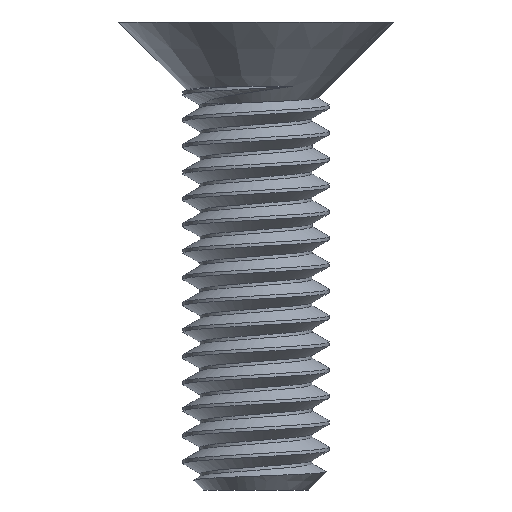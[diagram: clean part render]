
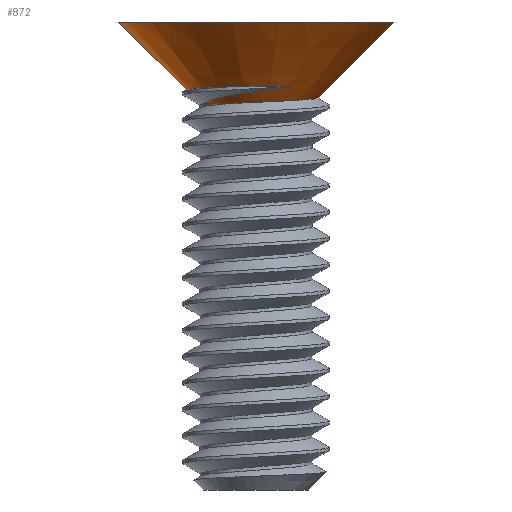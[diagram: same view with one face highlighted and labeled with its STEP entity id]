
A CAD part, left-side view. The second image highlights one B-rep face of the part: STEP entity #872.
In plain terms, the highlighted conical face has half-angle 45 degrees and reference radius 1.25 mm.
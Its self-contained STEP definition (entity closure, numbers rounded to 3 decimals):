
#238 = AXIS2_PLACEMENT_3D ( 'NONE', #1711, #2356, #2380 ) ;
#252 = CARTESIAN_POINT ( 'NONE',  ( 0., -1.048, 0.198 ) ) ;
#255 = EDGE_CURVE ( 'NONE', #983, #1619, #480, .T. ) ;
#281 = LINE ( 'NONE', #302, #1761 ) ;
#302 = CARTESIAN_POINT ( 'NONE',  ( 0., 1.25, 0.4 ) ) ;
#303 = CARTESIAN_POINT ( 'NONE',  ( -1.172, 0.442, 0.395 ) ) ;
#305 = CARTESIAN_POINT ( 'NONE',  ( -0.431, 0.875, 0.122 ) ) ;
#479 = CARTESIAN_POINT ( 'NONE',  ( 0., -1.25, 0.4 ) ) ;
#480 = B_SPLINE_CURVE_WITH_KNOTS ( 'NONE', 3,
 ( #3356, #1469, #1783, #3986, #546, #4034, #4016, #2175, #2433, #2136, #894, #2810, #550, #1546, #3710, #3726, #876, #252 ),
 .UNSPECIFIED., .F., .F.,
 ( 4, 2, 2, 2, 2, 2, 2, 2, 4 ),
 ( 0., 0., 0., 0.001, 0.001, 0.001, 0.001, 0.002, 0.002 ),
 .UNSPECIFIED. ) ;
#546 = CARTESIAN_POINT ( 'NONE',  ( -0.981, -0.019, 0.128 ) ) ;
#550 = CARTESIAN_POINT ( 'NONE',  ( -0.544, -0.87, 0.172 ) ) ;
#554 = EDGE_CURVE ( 'NONE', #1619, #2600, #934, .T. ) ;
#620 = CARTESIAN_POINT ( 'NONE',  ( -1.21, 0.312, 0.4 ) ) ;
#647 = CARTESIAN_POINT ( 'NONE',  ( -0.863, 0.881, 0.376 ) ) ;
#850 = ORIENTED_EDGE ( 'NONE', *, *, #3798, .F. ) ;
#861 = EDGE_LOOP ( 'NONE', ( #1867, #1724, #850, #2501, #2322, #3384, #3145, #2046 ) ) ;
#872 = ADVANCED_FACE ( 'NONE', ( #1125 ), #2758, .T. ) ;
#876 = CARTESIAN_POINT ( 'NONE',  ( -0.083, -1.045, 0.195 ) ) ;
#894 = CARTESIAN_POINT ( 'NONE',  ( -0.73, -0.704, 0.161 ) ) ;
#902 = AXIS2_PLACEMENT_3D ( 'NONE', #2789, #2173, #2494 ) ;
#934 = LINE ( 'NONE', #479, #3581 ) ;
#943 = CARTESIAN_POINT ( 'NONE',  ( -0.587, 0.798, 0.108 ) ) ;
#945 = CARTESIAN_POINT ( 'NONE',  ( -1.135, 0.165, 0.286 ) ) ;
#983 = VERTEX_POINT ( 'NONE', #3404 ) ;
#1007 = CIRCLE ( 'NONE', #238, 1.25 ) ;
#1056 = CARTESIAN_POINT ( 'NONE',  ( 0., -1.048, 0.198 ) ) ;
#1092 = CARTESIAN_POINT ( 'NONE',  ( 0., -2.35, 1.5 ) ) ;
#1125 = FACE_OUTER_BOUND ( 'NONE', #861, .T. ) ;
#1241 = CARTESIAN_POINT ( 'NONE',  ( -1.177, -0.316, 0.358 ) ) ;
#1331 = CARTESIAN_POINT ( 'NONE',  ( 0., 2.35, 1.5 ) ) ;
#1382 = VERTEX_POINT ( 'NONE', #3166 ) ;
#1469 = CARTESIAN_POINT ( 'NONE',  ( -0.916, 0.305, 0.112 ) ) ;
#1501 = VERTEX_POINT ( 'NONE', #3165 ) ;
#1531 = VERTEX_POINT ( 'NONE', #3834 ) ;
#1546 = CARTESIAN_POINT ( 'NONE',  ( -0.401, -0.952, 0.18 ) ) ;
#1562 = CARTESIAN_POINT ( 'NONE',  ( -0.65, 0.782, 0.164 ) ) ;
#1565 = CIRCLE ( 'NONE', #902, 2.35 ) ;
#1619 = VERTEX_POINT ( 'NONE', #1056 ) ;
#1694 = DIRECTION ( 'NONE',  ( 0., -1., 0. ) ) ;
#1711 = CARTESIAN_POINT ( 'NONE',  ( 0., 0., 0.4 ) ) ;
#1724 = ORIENTED_EDGE ( 'NONE', *, *, #3342, .T. ) ;
#1761 = VECTOR ( 'NONE', #3112, 1000. ) ;
#1783 = CARTESIAN_POINT ( 'NONE',  ( -0.942, 0.227, 0.115 ) ) ;
#1867 = ORIENTED_EDGE ( 'NONE', *, *, #2263, .F. ) ;
#1875 = CARTESIAN_POINT ( 'NONE',  ( -1.113, 0.565, 0.39 ) ) ;
#1887 = CARTESIAN_POINT ( 'NONE',  ( -0.959, 0.783, 0.381 ) ) ;
#1889 = VERTEX_POINT ( 'NONE', #3340 ) ;
#2046 = ORIENTED_EDGE ( 'NONE', *, *, #2925, .F. ) ;
#2058 = B_SPLINE_CURVE_WITH_KNOTS ( 'NONE', 3,
 ( #3733, #4049, #1241, #3435, #945, #2192, #3129, #2181, #1562, #2480, #305, #3105 ),
 .UNSPECIFIED., .F., .F.,
 ( 4, 2, 2, 2, 2, 4 ),
 ( 0., 0., 0.001, 0.001, 0.002, 0.002 ),
 .UNSPECIFIED. ) ;
#2081 = B_SPLINE_CURVE_WITH_KNOTS ( 'NONE', 3,
 ( #2845, #943, #4075, #4058 ),
 .UNSPECIFIED., .F., .F.,
 ( 4, 4 ),
 ( 0., 0.001 ),
 .UNSPECIFIED. ) ;
#2082 = DIRECTION ( 'NONE',  ( 0., 0., 1. ) ) ;
#2121 = EDGE_CURVE ( 'NONE', #1501, #1889, #2058, .T. ) ;
#2136 = CARTESIAN_POINT ( 'NONE',  ( -0.782, -0.64, 0.157 ) ) ;
#2173 = DIRECTION ( 'NONE',  ( 0., 0., 1. ) ) ;
#2175 = CARTESIAN_POINT ( 'NONE',  ( -0.906, -0.424, 0.147 ) ) ;
#2181 = CARTESIAN_POINT ( 'NONE',  ( -0.719, 0.739, 0.178 ) ) ;
#2192 = CARTESIAN_POINT ( 'NONE',  ( -1.001, 0.454, 0.238 ) ) ;
#2222 = CARTESIAN_POINT ( 'NONE',  ( -0.134, 1.195, 0.345 ) ) ;
#2263 = EDGE_CURVE ( 'NONE', #1531, #2518, #281, .T. ) ;
#2322 = ORIENTED_EDGE ( 'NONE', *, *, #3206, .T. ) ;
#2349 = DIRECTION ( 'NONE',  ( 0., -0.707, 0.707 ) ) ;
#2356 = DIRECTION ( 'NONE',  ( 0., 0., -1. ) ) ;
#2380 = DIRECTION ( 'NONE',  ( 0., 1., 0. ) ) ;
#2433 = CARTESIAN_POINT ( 'NONE',  ( -0.871, -0.499, 0.15 ) ) ;
#2480 = CARTESIAN_POINT ( 'NONE',  ( -0.506, 0.85, 0.136 ) ) ;
#2494 = DIRECTION ( 'NONE',  ( 0., -1., 0. ) ) ;
#2501 = ORIENTED_EDGE ( 'NONE', *, *, #2121, .T. ) ;
#2518 = VERTEX_POINT ( 'NONE', #1331 ) ;
#2545 = CARTESIAN_POINT ( 'NONE',  ( 0., 1.191, 0.341 ) ) ;
#2600 = VERTEX_POINT ( 'NONE', #1092 ) ;
#2713 = CARTESIAN_POINT ( 'NONE',  ( 0., 0., 0.4 ) ) ;
#2758 = CONICAL_SURFACE ( 'NONE', #3599, 1.25, 0.785 ) ;
#2789 = CARTESIAN_POINT ( 'NONE',  ( 0., 0., 1.5 ) ) ;
#2810 = CARTESIAN_POINT ( 'NONE',  ( -0.611, -0.819, 0.169 ) ) ;
#2845 = CARTESIAN_POINT ( 'NONE',  ( -0.352, 0.891, 0.108 ) ) ;
#2925 = EDGE_CURVE ( 'NONE', #2518, #2600, #1565, .T. ) ;
#3039 = B_SPLINE_CURVE_WITH_KNOTS ( 'NONE', 3,
 ( #2545, #2222, #3743, #3446, #3126, #647, #1887, #1875, #303, #620 ),
 .UNSPECIFIED., .F., .F.,
 ( 4, 2, 2, 2, 4 ),
 ( 0.005, 0.006, 0.006, 0.007, 0.007 ),
 .UNSPECIFIED. ) ;
#3105 = CARTESIAN_POINT ( 'NONE',  ( -0.352, 0.891, 0.108 ) ) ;
#3112 = DIRECTION ( 'NONE',  ( 0., 0.707, 0.707 ) ) ;
#3126 = CARTESIAN_POINT ( 'NONE',  ( -0.647, 1.038, 0.366 ) ) ;
#3129 = CARTESIAN_POINT ( 'NONE',  ( -0.903, 0.587, 0.216 ) ) ;
#3145 = ORIENTED_EDGE ( 'NONE', *, *, #554, .T. ) ;
#3165 = CARTESIAN_POINT ( 'NONE',  ( -1.083, -0.625, 0.4 ) ) ;
#3166 = CARTESIAN_POINT ( 'NONE',  ( -1.21, 0.312, 0.4 ) ) ;
#3206 = EDGE_CURVE ( 'NONE', #1889, #983, #2081, .T. ) ;
#3340 = CARTESIAN_POINT ( 'NONE',  ( -0.352, 0.891, 0.108 ) ) ;
#3342 = EDGE_CURVE ( 'NONE', #1531, #1382, #3039, .T. ) ;
#3356 = CARTESIAN_POINT ( 'NONE',  ( -0.879, 0.38, 0.108 ) ) ;
#3384 = ORIENTED_EDGE ( 'NONE', *, *, #255, .T. ) ;
#3404 = CARTESIAN_POINT ( 'NONE',  ( -0.879, 0.38, 0.108 ) ) ;
#3435 = CARTESIAN_POINT ( 'NONE',  ( -1.172, 0.005, 0.311 ) ) ;
#3446 = CARTESIAN_POINT ( 'NONE',  ( -0.525, 1.099, 0.361 ) ) ;
#3581 = VECTOR ( 'NONE', #2349, 1000. ) ;
#3599 = AXIS2_PLACEMENT_3D ( 'NONE', #2713, #2082, #1694 ) ;
#3710 = CARTESIAN_POINT ( 'NONE',  ( -0.324, -0.985, 0.184 ) ) ;
#3726 = CARTESIAN_POINT ( 'NONE',  ( -0.165, -1.031, 0.191 ) ) ;
#3733 = CARTESIAN_POINT ( 'NONE',  ( -1.083, -0.625, 0.4 ) ) ;
#3743 = CARTESIAN_POINT ( 'NONE',  ( -0.269, 1.177, 0.35 ) ) ;
#3798 = EDGE_CURVE ( 'NONE', #1501, #1382, #1007, .T. ) ;
#3834 = CARTESIAN_POINT ( 'NONE',  ( 0., 1.191, 0.341 ) ) ;
#3986 = CARTESIAN_POINT ( 'NONE',  ( -0.975, 0.065, 0.123 ) ) ;
#4016 = CARTESIAN_POINT ( 'NONE',  ( -0.956, -0.267, 0.139 ) ) ;
#4034 = CARTESIAN_POINT ( 'NONE',  ( -0.972, -0.184, 0.135 ) ) ;
#4049 = CARTESIAN_POINT ( 'NONE',  ( -1.146, -0.476, 0.38 ) ) ;
#4058 = CARTESIAN_POINT ( 'NONE',  ( -0.879, 0.38, 0.108 ) ) ;
#4075 = CARTESIAN_POINT ( 'NONE',  ( -0.778, 0.613, 0.108 ) ) ;
